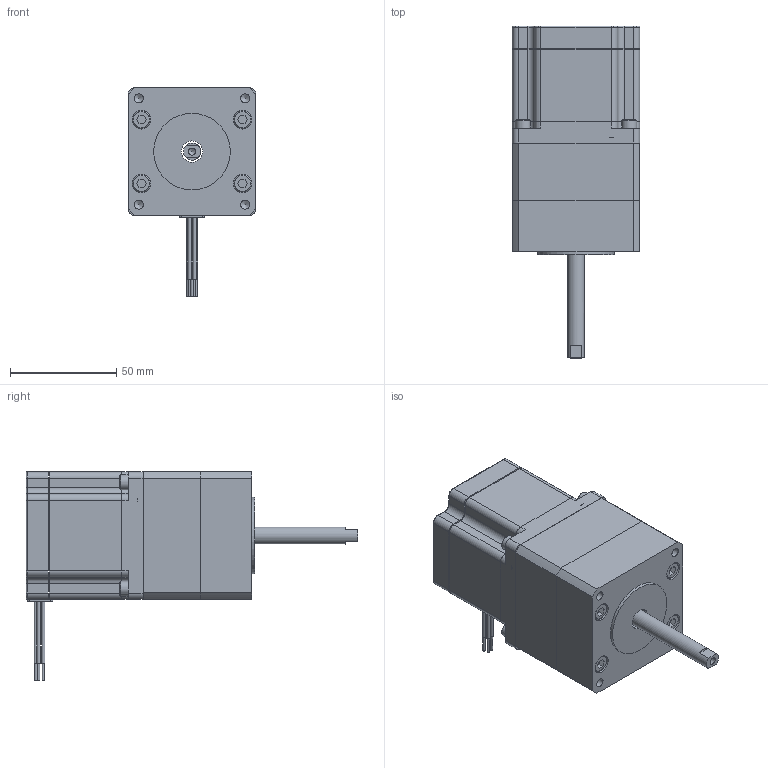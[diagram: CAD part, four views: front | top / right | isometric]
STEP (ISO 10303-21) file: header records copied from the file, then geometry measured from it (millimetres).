
FILE_DESCRIPTION( ( '' ), '1' );
FILE_NAME( 'MS566D-A-LNH0802_VerA.stp', '2019-02-22T06:42:19', ( 'Dimamotor' ), ( 'Dimamotor' ), 'PSStep 17.0.49', ' ', ' ' );
FILE_SCHEMA( ( 'AUTOMOTIVE_DESIGN { 1 0 10303 214 1 1 1 1 }' ) );
Length unit declared in the file: millimetre
Products named in the file (10): Assem1; Screw_ANSI_B18.6.3_09F_UNF_No5x1_v12.00; MS26-LN直線上蓋A; MS26-LN直線上蓋B; Screw_ANSI_B18_3_1M_A_M5x25_v12.00; Screw_ANSI_B18_3_1M_A_M4x12_v12.00; MS56-LNH上蓋; MS566D-定子; MS56-LNH下蓋; LNH-0802_L100
Assembly tree (18 placements, depth 2):
  Assem1
    Screw_ANSI_B18.6.3_09F_UNF_No5x1_v12.00  x4
    MS26-LN直線上蓋A
    MS26-LN直線上蓋B
    Screw_ANSI_B18_3_1M_A_M5x25_v12.00  x4
    Screw_ANSI_B18_3_1M_A_M4x12_v12.00  x4
    MS56-LNH上蓋
    MS566D-定子
    MS56-LNH下蓋
    LNH-0802_L100
Bounding box: 60 x 156 x 98 mm (x, y, z)
Volume: 353121.1 mm3; surface area: 73847.5 mm2
Topology: 18 solids, 18 shells, 437 faces, 1018 edges, 656 vertices
Faces by surface type: plane 230, cylinder 149, cone 38, torus 16, sphere 4
Full cylindrical faces by diameter (mm): 1 x5, 1.6 x5, 3.175 x8, 3.3 x4, 4 x4, 4.2 x8, 5 x8, 5.3 x4, 6 x1, 7 x4, 8 x1, 8.5 x4, 8.8 x4, 10 x4, 11 x1, 15 x2, 36 x2
Entity records: 9967 total; most frequent: DIRECTION 1411, CARTESIAN_POINT 1324, ORIENTED_EDGE 1130, EDGE_CURVE 565, AXIS2_PLACEMENT_3D 559, VERTEX_POINT 408, EDGE_LOOP 389, FACE_OUTER_BOUND 325
